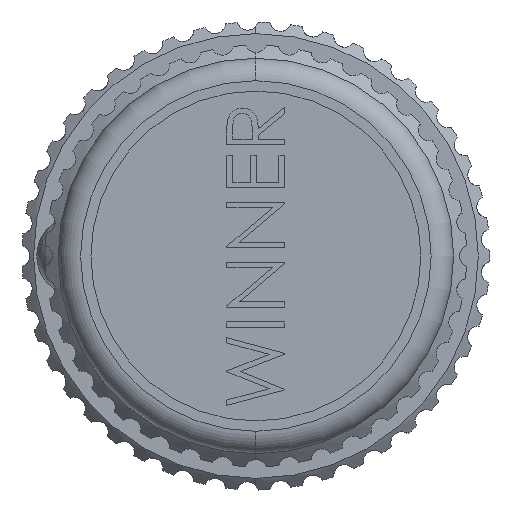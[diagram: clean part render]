
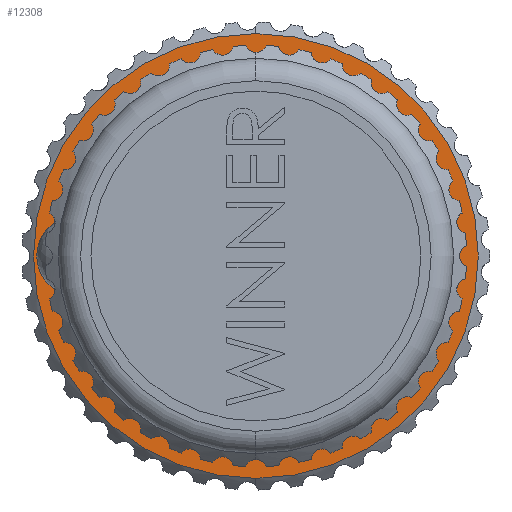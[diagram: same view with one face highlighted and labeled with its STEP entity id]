
A CAD part, left-side view. The second image highlights one B-rep face of the part: STEP entity #12308.
In plain terms, the highlighted planar face has unit normal (-1, 0, 0).
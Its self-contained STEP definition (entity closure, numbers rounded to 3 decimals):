
#152 = EDGE_CURVE ( 'NONE', #36520, #36522, #40165, .T. ) ;
#12065 = DIRECTION ( 'NONE',  ( 0., 0., 1. ) ) ;
#12067 = DIRECTION ( 'NONE',  ( -1., 0., 0. ) ) ;
#12068 = CARTESIAN_POINT ( 'NONE',  ( -8.02, 0., 0. ) ) ;
#12308 = ADVANCED_FACE ( 'NONE', ( #51035, #51048 ), #52573, .T. ) ;
#18228 = AXIS2_PLACEMENT_3D ( 'NONE', #34367, #34369, #34371 ) ;
#19034 = AXIS2_PLACEMENT_3D ( 'NONE', #73225, #73226, #73227 ) ;
#19035 = AXIS2_PLACEMENT_3D ( 'NONE', #73896, #73897, #73898 ) ;
#23573 = EDGE_LOOP ( 'NONE', ( #37053, #37052 ) ) ;
#23612 = EDGE_LOOP ( 'NONE', ( #37055, #37054 ) ) ;
#28997 = EDGE_CURVE ( 'NONE', #36618, #36619, #31019, .T. ) ;
#31019 = CIRCLE ( 'NONE', #18228, 8.56 ) ;
#34367 = CARTESIAN_POINT ( 'NONE',  ( -8.02, 0., 0. ) ) ;
#34369 = DIRECTION ( 'NONE',  ( -1., 0., 0. ) ) ;
#34371 = DIRECTION ( 'NONE',  ( 0., 0., 1. ) ) ;
#36520 = VERTEX_POINT ( 'NONE', #45646 ) ;
#36522 = VERTEX_POINT ( 'NONE', #45620 ) ;
#36618 = VERTEX_POINT ( 'NONE', #45740 ) ;
#36619 = VERTEX_POINT ( 'NONE', #45741 ) ;
#37052 = ORIENTED_EDGE ( 'NONE', *, *, #152, .T. ) ;
#37053 = ORIENTED_EDGE ( 'NONE', *, *, #41094, .T. ) ;
#37054 = ORIENTED_EDGE ( 'NONE', *, *, #28997, .F. ) ;
#37055 = ORIENTED_EDGE ( 'NONE', *, *, #40973, .F. ) ;
#40165 = CIRCLE ( 'NONE', #41703, 15.3 ) ;
#40973 = EDGE_CURVE ( 'NONE', #36619, #36618, #71774, .T. ) ;
#41094 = EDGE_CURVE ( 'NONE', #36522, #36520, #71917, .T. ) ;
#41703 = AXIS2_PLACEMENT_3D ( 'NONE', #12068, #12067, #12065 ) ;
#42360 = AXIS2_PLACEMENT_3D ( 'NONE', #52566, #52577, #52579 ) ;
#45620 = CARTESIAN_POINT ( 'NONE',  ( -8.02, 0., -15.3 ) ) ;
#45646 = CARTESIAN_POINT ( 'NONE',  ( -8.02, 0., 15.3 ) ) ;
#45740 = CARTESIAN_POINT ( 'NONE',  ( -8.02, 0., -8.56 ) ) ;
#45741 = CARTESIAN_POINT ( 'NONE',  ( -8.02, 0., 8.56 ) ) ;
#51035 = FACE_BOUND ( 'NONE', #23612, .T. ) ;
#51048 = FACE_OUTER_BOUND ( 'NONE', #23573, .T. ) ;
#52566 = CARTESIAN_POINT ( 'NONE',  ( -8.02, 0., 0. ) ) ;
#52573 = PLANE ( 'NONE',  #42360 ) ;
#52577 = DIRECTION ( 'NONE',  ( -1., 0., 0. ) ) ;
#52579 = DIRECTION ( 'NONE',  ( 0., 0., 1. ) ) ;
#71774 = CIRCLE ( 'NONE', #19034, 8.56 ) ;
#71917 = CIRCLE ( 'NONE', #19035, 15.3 ) ;
#73225 = CARTESIAN_POINT ( 'NONE',  ( -8.02, 0., 0. ) ) ;
#73226 = DIRECTION ( 'NONE',  ( -1., 0., 0. ) ) ;
#73227 = DIRECTION ( 'NONE',  ( 0., 0., 1. ) ) ;
#73896 = CARTESIAN_POINT ( 'NONE',  ( -8.02, 0., 0. ) ) ;
#73897 = DIRECTION ( 'NONE',  ( -1., 0., 0. ) ) ;
#73898 = DIRECTION ( 'NONE',  ( 0., 0., 1. ) ) ;
